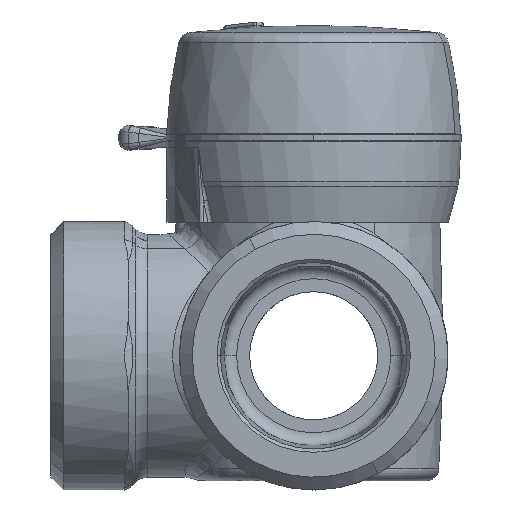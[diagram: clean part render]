
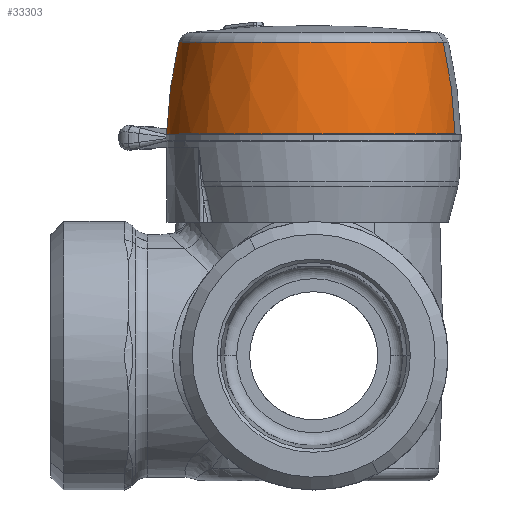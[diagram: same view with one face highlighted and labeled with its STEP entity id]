
A CAD part, front view. The second image highlights one B-rep face of the part: STEP entity #33303.
In plain terms, the highlighted face is a revolution surface.
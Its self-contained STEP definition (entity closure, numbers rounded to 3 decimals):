
#33241=AXIS2_PLACEMENT_3D('Circle Axis2P3D',#33239,#33240,$) ;
#33286=AXIS2_PLACEMENT_3D('Circle Axis2P3D',#33284,#33285,$) ;
#33234=CARTESIAN_POINT('Vertex',(11.027,-20.184,66.5)) ;
#33236=CARTESIAN_POINT('Vertex',(-11.027,20.184,66.5)) ;
#33239=CARTESIAN_POINT('Axis2P3D Location',(0.,0.,66.5)) ;
#33268=CARTESIAN_POINT('Control Point',(0.,23.,66.5)) ;
#33269=CARTESIAN_POINT('Control Point',(0.,22.831,71.344)) ;
#33270=CARTESIAN_POINT('Control Point',(0.,22.191,76.171)) ;
#33271=CARTESIAN_POINT('Control Point',(0.,21.092,80.891)) ;
#33272=CARTESIAN_POINT('Axis1P Location',(0.,0.,75.)) ;
#33277=CARTESIAN_POINT('Control Point',(11.027,-20.184,66.5)) ;
#33278=CARTESIAN_POINT('Control Point',(10.946,-20.036,71.344)) ;
#33279=CARTESIAN_POINT('Control Point',(10.639,-19.474,76.171)) ;
#33280=CARTESIAN_POINT('Control Point',(10.112,-18.51,80.891)) ;
#33281=CARTESIAN_POINT('Vertex',(10.112,-18.51,80.891)) ;
#33284=CARTESIAN_POINT('Axis2P3D Location',(0.,0.,80.891)) ;
#33288=CARTESIAN_POINT('Vertex',(-10.112,18.51,80.891)) ;
#33292=CARTESIAN_POINT('Control Point',(-11.027,20.184,66.5)) ;
#33293=CARTESIAN_POINT('Control Point',(-10.946,20.036,71.344)) ;
#33294=CARTESIAN_POINT('Control Point',(-10.639,19.474,76.171)) ;
#33295=CARTESIAN_POINT('Control Point',(-10.112,18.51,80.891)) ;
#33240=DIRECTION('Axis2P3D Direction',(0.,0.,1.)) ;
#33273=DIRECTION('Axis1P Direction',(0.,0.,1.)) ;
#33285=DIRECTION('Axis2P3D Direction',(0.,0.,1.)) ;
#33274=AXIS1_PLACEMENT('Revolution Surface Axis1P',#33272,#33273) ;
#33298=ORIENTED_EDGE('',*,*,#33283,.T.) ;
#33299=ORIENTED_EDGE('',*,*,#33290,.F.) ;
#33300=ORIENTED_EDGE('',*,*,#33296,.F.) ;
#33301=ORIENTED_EDGE('',*,*,#33243,.T.) ;
#33303=ADVANCED_FACE('',(#33302),#33275,.T.) ;
#33267=B_SPLINE_CURVE_WITH_KNOTS('',3,(#33268,#33269,#33270,#33271),.UNSPECIFIED.,.F.,.U.,(4,4),(473.857,488.397),.UNSPECIFIED.) ;
#33276=B_SPLINE_CURVE_WITH_KNOTS('',3,(#33277,#33278,#33279,#33280),.UNSPECIFIED.,.F.,.U.,(4,4),(473.857,488.397),.UNSPECIFIED.) ;
#33291=B_SPLINE_CURVE_WITH_KNOTS('',3,(#33292,#33293,#33294,#33295),.UNSPECIFIED.,.F.,.U.,(4,4),(473.857,488.397),.UNSPECIFIED.) ;
#33242=CIRCLE('generated circle',#33241,23.) ;
#33287=CIRCLE('generated circle',#33286,21.092) ;
#33243=EDGE_CURVE('',#33237,#33235,#33242,.T.) ;
#33283=EDGE_CURVE('',#33235,#33282,#33276,.T.) ;
#33290=EDGE_CURVE('',#33289,#33282,#33287,.T.) ;
#33296=EDGE_CURVE('',#33237,#33289,#33291,.T.) ;
#33297=EDGE_LOOP('',(#33298,#33299,#33300,#33301)) ;
#33302=FACE_OUTER_BOUND('',#33297,.T.) ;
#33275=SURFACE_OF_REVOLUTION('Surface of Revolution',#33267,#33274) ;
#33235=VERTEX_POINT('',#33234) ;
#33237=VERTEX_POINT('',#33236) ;
#33282=VERTEX_POINT('',#33281) ;
#33289=VERTEX_POINT('',#33288) ;
